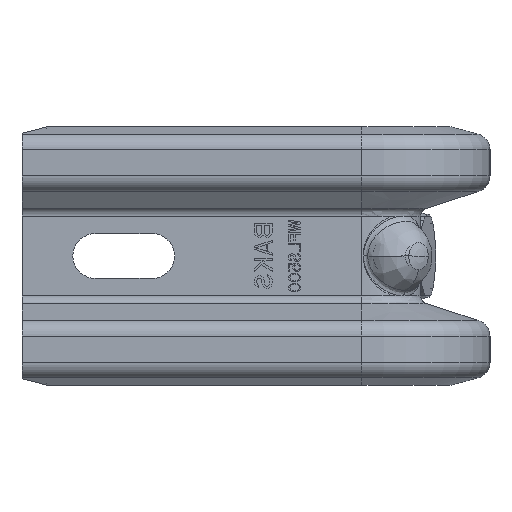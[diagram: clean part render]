
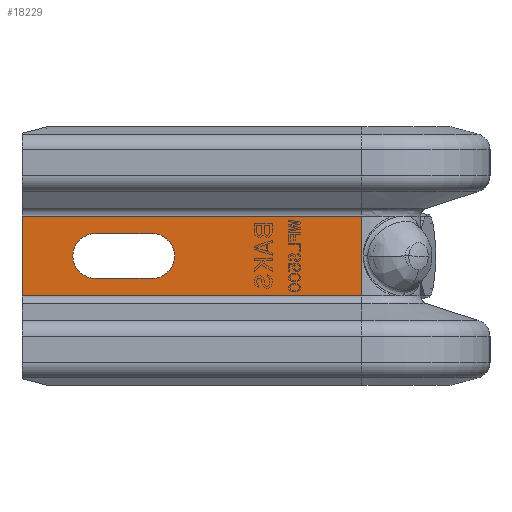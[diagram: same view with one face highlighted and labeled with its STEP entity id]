
A CAD part, left-side view. The second image highlights one B-rep face of the part: STEP entity #18229.
In plain terms, the highlighted planar face has unit normal (-1, 0, 0).
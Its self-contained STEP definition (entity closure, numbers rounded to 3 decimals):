
#2359=DIRECTION('',(0.,0.,1.));
#2360=VECTOR('',#2359,19.6);
#2361=CARTESIAN_POINT('',(-557.,115.,-9.8));
#2362=LINE('',#2361,#2360);
#2363=DIRECTION('',(0.,0.,1.));
#2364=VECTOR('',#2363,19.6);
#2365=CARTESIAN_POINT('',(-557.,31.5,-9.8));
#2366=LINE('',#2365,#2364);
#2367=DIRECTION('',(0.,1.,0.));
#2368=VECTOR('',#2367,83.5);
#2369=CARTESIAN_POINT('',(-557.,31.5,-9.8));
#2370=LINE('',#2369,#2368);
#2371=DIRECTION('',(0.,1.,0.));
#2372=VECTOR('',#2371,14.);
#2373=CARTESIAN_POINT('',(-557.,83.,5.5));
#2374=LINE('',#2373,#2372);
#2375=CARTESIAN_POINT('',(-557.,97.,0.));
#2376=DIRECTION('',(1.,0.,0.));
#2377=DIRECTION('',(0.,0.,-1.));
#2378=AXIS2_PLACEMENT_3D('',#2375,#2376,#2377);
#2380=DIRECTION('',(0.,-1.,0.));
#2381=VECTOR('',#2380,14.);
#2382=CARTESIAN_POINT('',(-557.,97.,-5.5));
#2383=LINE('',#2382,#2381);
#2384=CARTESIAN_POINT('',(-557.,83.,0.));
#2385=DIRECTION('',(1.,0.,0.));
#2386=DIRECTION('',(0.,0.,1.));
#2387=AXIS2_PLACEMENT_3D('',#2384,#2385,#2386);
#3196=DIRECTION('',(0.,1.,0.));
#3197=VECTOR('',#3196,83.5);
#3198=CARTESIAN_POINT('',(-557.,31.5,9.8));
#3199=LINE('',#3198,#3197);
#12671=CARTESIAN_POINT('',(-557.,31.5,-9.8));
#12672=VERTEX_POINT('',#12671);
#12673=CARTESIAN_POINT('',(-557.,31.5,9.8));
#12674=VERTEX_POINT('',#12673);
#12767=CARTESIAN_POINT('',(-557.,83.,5.5));
#12768=CARTESIAN_POINT('',(-557.,97.,5.5));
#12769=VERTEX_POINT('',#12767);
#12770=VERTEX_POINT('',#12768);
#12771=CARTESIAN_POINT('',(-557.,97.,-5.5));
#12772=VERTEX_POINT('',#12771);
#12773=CARTESIAN_POINT('',(-557.,83.,-5.5));
#12774=VERTEX_POINT('',#12773);
#13881=CARTESIAN_POINT('',(-557.,115.,-9.8));
#13882=VERTEX_POINT('',#13881);
#13883=CARTESIAN_POINT('',(-557.,115.,9.8));
#13884=VERTEX_POINT('',#13883);
#18205=CARTESIAN_POINT('',(-557.,31.5,-9.8));
#18206=DIRECTION('',(-1.,0.,0.));
#18207=DIRECTION('',(0.,0.,1.));
#18208=AXIS2_PLACEMENT_3D('',#18205,#18206,#18207);
#18209=PLANE('',#18208);
#18211=ORIENTED_EDGE('',*,*,#18210,.T.);
#18213=ORIENTED_EDGE('',*,*,#18212,.F.);
#18214=ORIENTED_EDGE('',*,*,#18180,.F.);
#18216=ORIENTED_EDGE('',*,*,#18215,.T.);
#18217=EDGE_LOOP('',(#18211,#18213,#18214,#18216));
#18218=FACE_OUTER_BOUND('',#18217,.F.);
#18220=ORIENTED_EDGE('',*,*,#18219,.T.);
#18222=ORIENTED_EDGE('',*,*,#18221,.F.);
#18224=ORIENTED_EDGE('',*,*,#18223,.T.);
#18226=ORIENTED_EDGE('',*,*,#18225,.F.);
#18227=EDGE_LOOP('',(#18220,#18222,#18224,#18226));
#18228=FACE_BOUND('',#18227,.F.);
#18229=ADVANCED_FACE('',(#18218,#18228),#18209,.T.);
#2379=CIRCLE('',#2378,5.5);
#2388=CIRCLE('',#2387,5.5);
#18180=EDGE_CURVE('',#12672,#12674,#2366,.T.);
#18210=EDGE_CURVE('',#13882,#13884,#2362,.T.);
#18212=EDGE_CURVE('',#12674,#13884,#3199,.T.);
#18215=EDGE_CURVE('',#12672,#13882,#2370,.T.);
#18219=EDGE_CURVE('',#12769,#12770,#2374,.T.);
#18221=EDGE_CURVE('',#12772,#12770,#2379,.T.);
#18223=EDGE_CURVE('',#12772,#12774,#2383,.T.);
#18225=EDGE_CURVE('',#12769,#12774,#2388,.T.);
